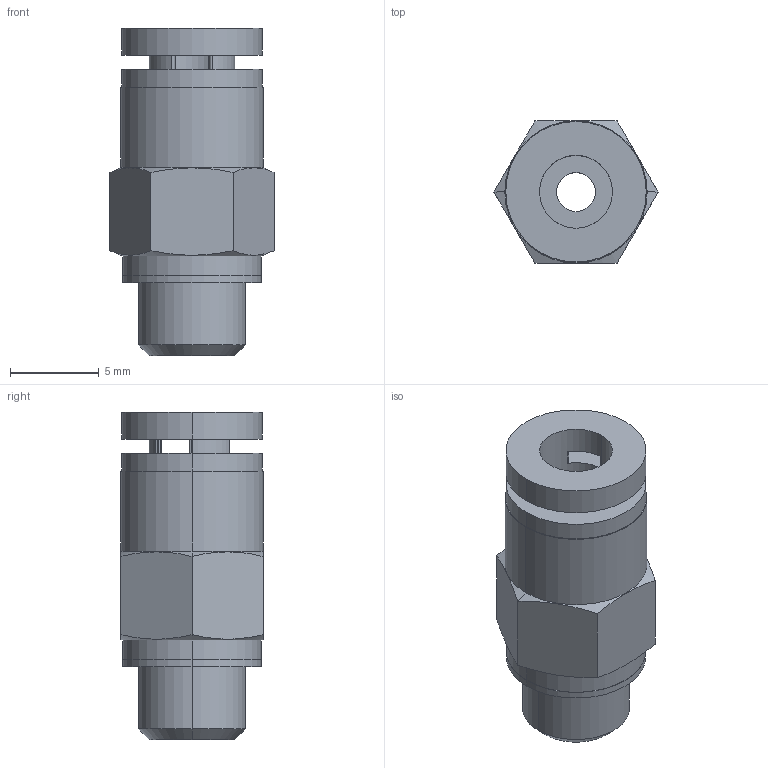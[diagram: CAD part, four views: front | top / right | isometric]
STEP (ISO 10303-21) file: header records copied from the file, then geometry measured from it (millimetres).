
FILE_DESCRIPTION (( 'STEP AP214' ), '1' );
FILE_NAME ('Pneumatic quick connector.STEP', '2022-05-02T08:30:00', ( '' ), ( '' ), 'SwSTEP 2.0', 'SolidWorks 2021', '' );
FILE_SCHEMA (( 'AUTOMOTIVE_DESIGN' ));
Length unit declared in the file: millimetre
Products named in the file (1): Pneumatic quick connector
Bounding box: 9.24 x 8 x 18.4 mm (x, y, z)
Volume: 676.8 mm3; surface area: 817.8 mm2
Topology: 2 solids, 2 shells, 67 faces, 170 edges, 110 vertices
Faces by surface type: cylinder 37, plane 22, cone 8
Entity records: 2899 total; most frequent: CARTESIAN_POINT 432, DIRECTION 380, ORIENTED_EDGE 340, EDGE_CURVE 170, AXIS2_PLACEMENT_3D 154, VERTEX_POINT 110, CIRCLE 86, EDGE_LOOP 80
